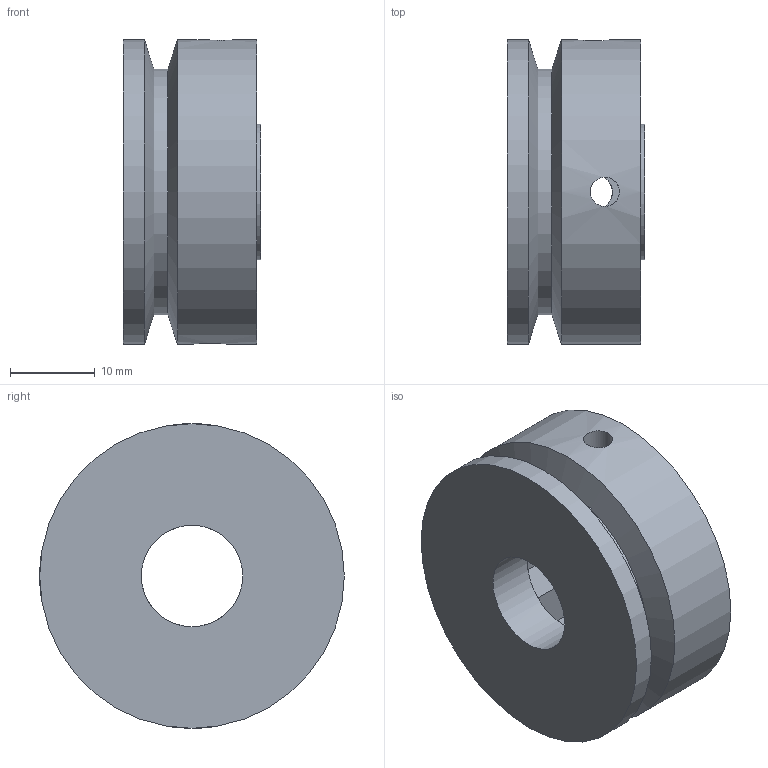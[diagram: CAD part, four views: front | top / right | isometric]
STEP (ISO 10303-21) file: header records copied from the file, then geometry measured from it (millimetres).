
FILE_DESCRIPTION(/* description */ (''),/* implementation_level */ '2;1');
FILE_NAME(/* name */ 'Pulley_12mm_Bore.step',/* time_stamp */ '2025-07-21T00:53:25-07:00',/* author */ (''),/* organization */ (''),/* preprocessor_version */ 'ST-DEVELOPER v20.1',/* originating_system */ 'Autodesk Translation Framework v14.10.0.0',/* authorisation */ '');
FILE_SCHEMA (('AUTOMOTIVE_DESIGN { 1 0 10303 214 3 1 1 }'));
Length unit declared in the file: millimetre
Products named in the file (1): Pulley_12mm_Bore
Bounding box: 16.27 x 36 x 36 mm (x, y, z)
Volume: 12277.4 mm3; surface area: 5292.5 mm2
Topology: 1 solids, 1 shells, 21 faces, 56 edges, 37 vertices
Faces by surface type: plane 11, cylinder 8, cone 2
Full cylindrical faces by diameter (mm): 3.454 x1, 4.318 x2, 12 x1, 16 x1, 29 x1, 36 x2
Entity records: 827 total; most frequent: CARTESIAN_POINT 253, ORIENTED_EDGE 112, DIRECTION 107, EDGE_CURVE 56, AXIS2_PLACEMENT_3D 38, VERTEX_POINT 37, LINE 31, VECTOR 31
